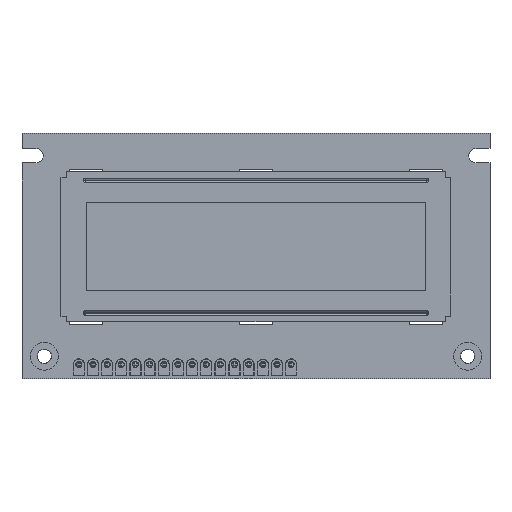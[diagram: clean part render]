
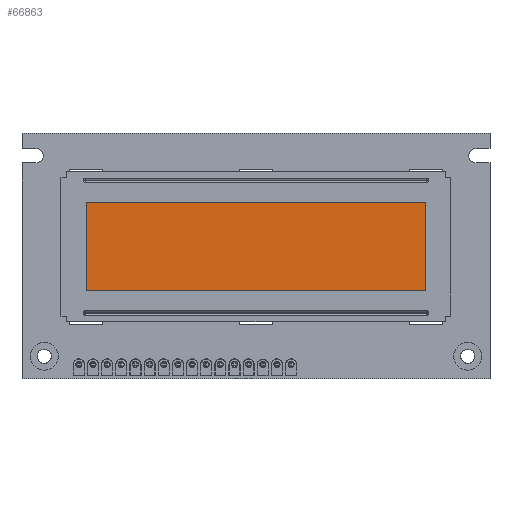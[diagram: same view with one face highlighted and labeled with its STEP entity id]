
A CAD part, top view. The second image highlights one B-rep face of the part: STEP entity #66863.
In plain terms, the highlighted planar face has unit normal (0, 0, 1).
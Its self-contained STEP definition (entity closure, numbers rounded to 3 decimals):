
#66549 = VERTEX_POINT('',#66550);
#66550 = CARTESIAN_POINT('',(-32.066,12.032,9.9));
#66557 = PLANE('',#66558);
#66558 = AXIS2_PLACEMENT_3D('',#66559,#66560,#66561);
#66559 = CARTESIAN_POINT('',(-32.066,12.032,9.65));
#66560 = DIRECTION('',(0.,1.,0.));
#66561 = DIRECTION('',(1.,0.,0.));
#66569 = PLANE('',#66570);
#66570 = AXIS2_PLACEMENT_3D('',#66571,#66572,#66573);
#66571 = CARTESIAN_POINT('',(-32.066,-8.591,9.65));
#66572 = DIRECTION('',(-1.,0.,0.));
#66573 = DIRECTION('',(0.,1.,0.));
#66581 = EDGE_CURVE('',#66549,#66582,#66584,.T.);
#66582 = VERTEX_POINT('',#66583);
#66583 = CARTESIAN_POINT('',(31.918,12.032,9.9));
#66584 = SURFACE_CURVE('',#66585,(#66589,#66596),.PCURVE_S1.);
#66585 = LINE('',#66586,#66587);
#66586 = CARTESIAN_POINT('',(-32.066,12.032,9.9));
#66587 = VECTOR('',#66588,1.);
#66588 = DIRECTION('',(1.,0.,0.));
#66589 = PCURVE('',#66557,#66590);
#66590 = DEFINITIONAL_REPRESENTATION('',(#66591),#66595);
#66591 = LINE('',#66592,#66593);
#66592 = CARTESIAN_POINT('',(0.,-0.25));
#66593 = VECTOR('',#66594,1.);
#66594 = DIRECTION('',(1.,0.));
#66595 = ( GEOMETRIC_REPRESENTATION_CONTEXT(2) 
PARAMETRIC_REPRESENTATION_CONTEXT() REPRESENTATION_CONTEXT('2D SPACE',''
  ) );
#66596 = PCURVE('',#66597,#66602);
#66597 = PLANE('',#66598);
#66598 = AXIS2_PLACEMENT_3D('',#66599,#66600,#66601);
#66599 = CARTESIAN_POINT('',(-0.074,1.721,9.9));
#66600 = DIRECTION('',(-0.,0.,-1.));
#66601 = DIRECTION('',(0.,-1.,0.));
#66602 = DEFINITIONAL_REPRESENTATION('',(#66603),#66607);
#66603 = LINE('',#66604,#66605);
#66604 = CARTESIAN_POINT('',(-10.311,31.992));
#66605 = VECTOR('',#66606,1.);
#66606 = DIRECTION('',(0.,-1.));
#66607 = ( GEOMETRIC_REPRESENTATION_CONTEXT(2) 
PARAMETRIC_REPRESENTATION_CONTEXT() REPRESENTATION_CONTEXT('2D SPACE',''
  ) );
#66625 = PLANE('',#66626);
#66626 = AXIS2_PLACEMENT_3D('',#66627,#66628,#66629);
#66627 = CARTESIAN_POINT('',(31.918,12.032,9.65));
#66628 = DIRECTION('',(1.,0.,0.));
#66629 = DIRECTION('',(0.,-1.,0.));
#66667 = EDGE_CURVE('',#66582,#66668,#66670,.T.);
#66668 = VERTEX_POINT('',#66669);
#66669 = CARTESIAN_POINT('',(31.918,-8.591,9.9));
#66670 = SURFACE_CURVE('',#66671,(#66675,#66682),.PCURVE_S1.);
#66671 = LINE('',#66672,#66673);
#66672 = CARTESIAN_POINT('',(31.918,12.032,9.9));
#66673 = VECTOR('',#66674,1.);
#66674 = DIRECTION('',(0.,-1.,0.));
#66675 = PCURVE('',#66625,#66676);
#66676 = DEFINITIONAL_REPRESENTATION('',(#66677),#66681);
#66677 = LINE('',#66678,#66679);
#66678 = CARTESIAN_POINT('',(0.,-0.25));
#66679 = VECTOR('',#66680,1.);
#66680 = DIRECTION('',(1.,0.));
#66681 = ( GEOMETRIC_REPRESENTATION_CONTEXT(2) 
PARAMETRIC_REPRESENTATION_CONTEXT() REPRESENTATION_CONTEXT('2D SPACE',''
  ) );
#66682 = PCURVE('',#66597,#66683);
#66683 = DEFINITIONAL_REPRESENTATION('',(#66684),#66688);
#66684 = LINE('',#66685,#66686);
#66685 = CARTESIAN_POINT('',(-10.311,-31.992));
#66686 = VECTOR('',#66687,1.);
#66687 = DIRECTION('',(1.,0.));
#66688 = ( GEOMETRIC_REPRESENTATION_CONTEXT(2) 
PARAMETRIC_REPRESENTATION_CONTEXT() REPRESENTATION_CONTEXT('2D SPACE',''
  ) );
#66706 = PLANE('',#66707);
#66707 = AXIS2_PLACEMENT_3D('',#66708,#66709,#66710);
#66708 = CARTESIAN_POINT('',(31.918,-8.591,9.65));
#66709 = DIRECTION('',(0.,-1.,0.));
#66710 = DIRECTION('',(-1.,0.,0.));
#66743 = EDGE_CURVE('',#66668,#66744,#66746,.T.);
#66744 = VERTEX_POINT('',#66745);
#66745 = CARTESIAN_POINT('',(-32.066,-8.591,9.9));
#66746 = SURFACE_CURVE('',#66747,(#66751,#66758),.PCURVE_S1.);
#66747 = LINE('',#66748,#66749);
#66748 = CARTESIAN_POINT('',(31.918,-8.591,9.9));
#66749 = VECTOR('',#66750,1.);
#66750 = DIRECTION('',(-1.,0.,0.));
#66751 = PCURVE('',#66706,#66752);
#66752 = DEFINITIONAL_REPRESENTATION('',(#66753),#66757);
#66753 = LINE('',#66754,#66755);
#66754 = CARTESIAN_POINT('',(0.,-0.25));
#66755 = VECTOR('',#66756,1.);
#66756 = DIRECTION('',(1.,0.));
#66757 = ( GEOMETRIC_REPRESENTATION_CONTEXT(2) 
PARAMETRIC_REPRESENTATION_CONTEXT() REPRESENTATION_CONTEXT('2D SPACE',''
  ) );
#66758 = PCURVE('',#66597,#66759);
#66759 = DEFINITIONAL_REPRESENTATION('',(#66760),#66764);
#66760 = LINE('',#66761,#66762);
#66761 = CARTESIAN_POINT('',(10.311,-31.992));
#66762 = VECTOR('',#66763,1.);
#66763 = DIRECTION('',(0.,1.));
#66764 = ( GEOMETRIC_REPRESENTATION_CONTEXT(2) 
PARAMETRIC_REPRESENTATION_CONTEXT() REPRESENTATION_CONTEXT('2D SPACE',''
  ) );
#66814 = EDGE_CURVE('',#66744,#66549,#66815,.T.);
#66815 = SURFACE_CURVE('',#66816,(#66820,#66827),.PCURVE_S1.);
#66816 = LINE('',#66817,#66818);
#66817 = CARTESIAN_POINT('',(-32.066,-8.591,9.9));
#66818 = VECTOR('',#66819,1.);
#66819 = DIRECTION('',(0.,1.,0.));
#66820 = PCURVE('',#66569,#66821);
#66821 = DEFINITIONAL_REPRESENTATION('',(#66822),#66826);
#66822 = LINE('',#66823,#66824);
#66823 = CARTESIAN_POINT('',(0.,-0.25));
#66824 = VECTOR('',#66825,1.);
#66825 = DIRECTION('',(1.,0.));
#66826 = ( GEOMETRIC_REPRESENTATION_CONTEXT(2) 
PARAMETRIC_REPRESENTATION_CONTEXT() REPRESENTATION_CONTEXT('2D SPACE',''
  ) );
#66827 = PCURVE('',#66597,#66828);
#66828 = DEFINITIONAL_REPRESENTATION('',(#66829),#66833);
#66829 = LINE('',#66830,#66831);
#66830 = CARTESIAN_POINT('',(10.311,31.992));
#66831 = VECTOR('',#66832,1.);
#66832 = DIRECTION('',(-1.,0.));
#66833 = ( GEOMETRIC_REPRESENTATION_CONTEXT(2) 
PARAMETRIC_REPRESENTATION_CONTEXT() REPRESENTATION_CONTEXT('2D SPACE',''
  ) );
#66863 = ADVANCED_FACE('',(#66864),#66597,.F.);
#66864 = FACE_BOUND('',#66865,.F.);
#66865 = EDGE_LOOP('',(#66866,#66867,#66868,#66869));
#66866 = ORIENTED_EDGE('',*,*,#66581,.T.);
#66867 = ORIENTED_EDGE('',*,*,#66667,.T.);
#66868 = ORIENTED_EDGE('',*,*,#66743,.T.);
#66869 = ORIENTED_EDGE('',*,*,#66814,.T.);
